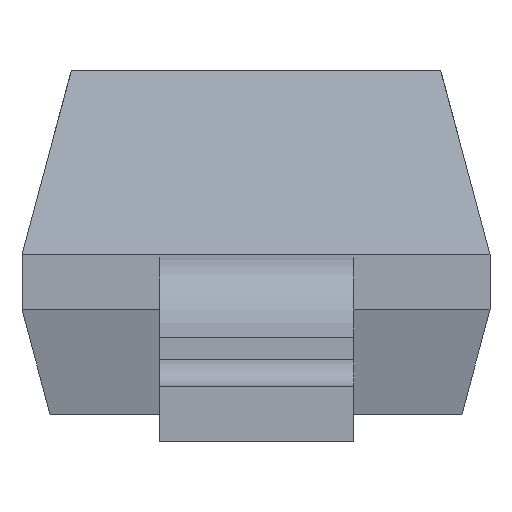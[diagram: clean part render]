
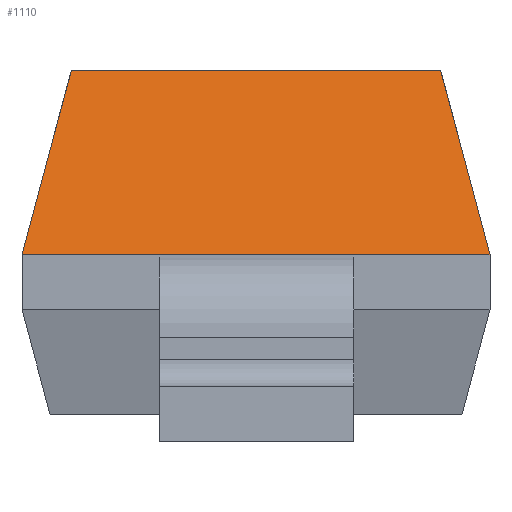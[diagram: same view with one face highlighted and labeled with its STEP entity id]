
A CAD part, left-side view. The second image highlights one B-rep face of the part: STEP entity #1110.
In plain terms, the highlighted planar face has unit normal (-0.966, 0, 0.259).
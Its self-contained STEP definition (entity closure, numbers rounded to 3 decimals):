
#1071=CARTESIAN_POINT('',(-1.259,0.99,1.3));
#1072=DIRECTION('',(-0.966,0.,0.259));
#1073=DIRECTION('',(0.0,-1.0,0.0));
#1074=AXIS2_PLACEMENT_3D('',#1071,#1072,#1073);
#1075=PLANE('',#1074);
#1076=CARTESIAN_POINT('',(-1.425,-0.85,0.68));
#1077=VERTEX_POINT('',#1076);
#1078=CARTESIAN_POINT('',(-1.425,0.85,0.68));
#1079=VERTEX_POINT('',#1078);
#1080=CARTESIAN_POINT('',(-1.425,-0.85,0.68));
#1081=DIRECTION('',(0.0,1.0,0.0));
#1082=VECTOR('',#1081,1.7);
#1083=LINE('',#1080,#1082);
#1084=EDGE_CURVE('',#1077,#1079,#1083,.T.);
#1085=ORIENTED_EDGE('',*,*,#1084,.F.);
#1086=CARTESIAN_POINT('',(-1.245,-0.67,1.35));
#1087=VERTEX_POINT('',#1086);
#1088=CARTESIAN_POINT('',(-1.245,-0.67,1.35));
#1089=DIRECTION('',(-0.251,-0.251,-0.935));
#1090=VECTOR('',#1089,0.716);
#1091=LINE('',#1088,#1090);
#1092=EDGE_CURVE('',#1087,#1077,#1091,.T.);
#1093=ORIENTED_EDGE('',*,*,#1092,.F.);
#1094=CARTESIAN_POINT('',(-1.245,0.67,1.35));
#1095=VERTEX_POINT('',#1094);
#1096=CARTESIAN_POINT('',(-1.245,0.67,1.35));
#1097=DIRECTION('',(0.0,-1.0,0.0));
#1098=VECTOR('',#1097,1.341);
#1099=LINE('',#1096,#1098);
#1100=EDGE_CURVE('',#1095,#1087,#1099,.T.);
#1101=ORIENTED_EDGE('',*,*,#1100,.F.);
#1102=CARTESIAN_POINT('',(-1.245,0.67,1.35));
#1103=DIRECTION('',(-0.251,0.251,-0.935));
#1104=VECTOR('',#1103,0.716);
#1105=LINE('',#1102,#1104);
#1106=EDGE_CURVE('',#1095,#1079,#1105,.T.);
#1107=ORIENTED_EDGE('',*,*,#1106,.T.);
#1108=EDGE_LOOP('',(#1085,#1093,#1101,#1107));
#1109=FACE_OUTER_BOUND('',#1108,.T.);
#1110=ADVANCED_FACE('',(#1109),#1075,.T.);
